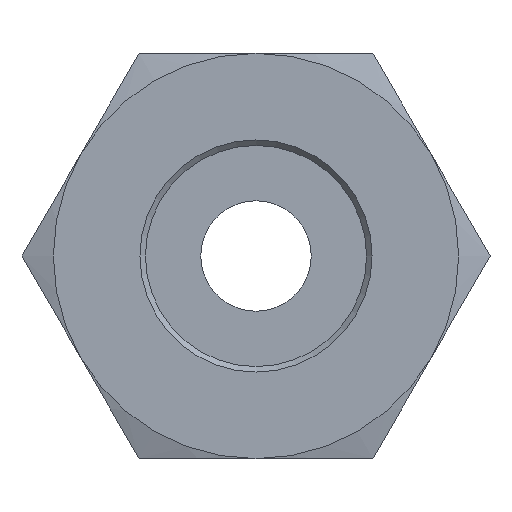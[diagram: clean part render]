
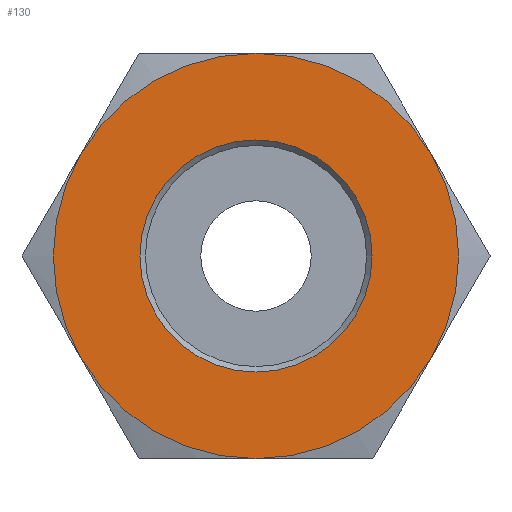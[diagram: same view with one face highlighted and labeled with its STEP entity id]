
A CAD part, left-side view. The second image highlights one B-rep face of the part: STEP entity #130.
In plain terms, the highlighted planar face has unit normal (-1, 0, 0).
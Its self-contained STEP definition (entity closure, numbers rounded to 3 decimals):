
#130 = ADVANCED_FACE( '', ( #281, #282 ), #283, .F. );
#281 = FACE_OUTER_BOUND( '', #464, .T. );
#282 = FACE_BOUND( '', #465, .T. );
#283 = PLANE( '', #466 );
#464 = EDGE_LOOP( '', ( #892, #893, #894, #895, #896, #897 ) );
#465 = EDGE_LOOP( '', ( #898 ) );
#466 = AXIS2_PLACEMENT_3D( '', #899, #900, #901 );
#892 = ORIENTED_EDGE( '', *, *, #1176, .F. );
#893 = ORIENTED_EDGE( '', *, *, #1177, .F. );
#894 = ORIENTED_EDGE( '', *, *, #1178, .F. );
#895 = ORIENTED_EDGE( '', *, *, #1108, .F. );
#896 = ORIENTED_EDGE( '', *, *, #1179, .F. );
#897 = ORIENTED_EDGE( '', *, *, #1158, .F. );
#898 = ORIENTED_EDGE( '', *, *, #1170, .T. );
#899 = CARTESIAN_POINT( '', ( 0., 0., 0. ) );
#900 = DIRECTION( '', ( 1., 0., 0. ) );
#901 = DIRECTION( '', ( 0., 0., -1. ) );
#1108 = EDGE_CURVE( '', #1294, #1295, #1296, .T. );
#1158 = EDGE_CURVE( '', #1375, #1309, #1376, .T. );
#1170 = EDGE_CURVE( '', #1395, #1395, #1396, .T. );
#1176 = EDGE_CURVE( '', #1282, #1375, #1407, .T. );
#1177 = EDGE_CURVE( '', #1291, #1282, #1408, .T. );
#1178 = EDGE_CURVE( '', #1295, #1291, #1409, .T. );
#1179 = EDGE_CURVE( '', #1309, #1294, #1410, .T. );
#1282 = VERTEX_POINT( '', #1662 );
#1291 = VERTEX_POINT( '', #1692 );
#1294 = VERTEX_POINT( '', #1705 );
#1295 = VERTEX_POINT( '', #1706 );
#1296 = CIRCLE( '', #1707, 11. );
#1309 = VERTEX_POINT( '', #1742 );
#1375 = VERTEX_POINT( '', #1939 );
#1376 = CIRCLE( '', #1940, 11. );
#1395 = VERTEX_POINT( '', #1979 );
#1396 = CIRCLE( '', #1980, 6.3 );
#1407 = CIRCLE( '', #1991, 11. );
#1408 = CIRCLE( '', #1992, 11. );
#1409 = CIRCLE( '', #1993, 11. );
#1410 = CIRCLE( '', #1994, 11. );
#1662 = CARTESIAN_POINT( '', ( 0., 9.526, -5.5 ) );
#1692 = CARTESIAN_POINT( '', ( 0., 0., -11. ) );
#1705 = CARTESIAN_POINT( '', ( 0., -9.526, 5.5 ) );
#1706 = CARTESIAN_POINT( '', ( 0., -9.526, -5.5 ) );
#1707 = AXIS2_PLACEMENT_3D( '', #2112, #2113, #2114 );
#1742 = CARTESIAN_POINT( '', ( 0., 0., 11. ) );
#1939 = CARTESIAN_POINT( '', ( 0., 9.526, 5.5 ) );
#1940 = AXIS2_PLACEMENT_3D( '', #2159, #2160, #2161 );
#1979 = CARTESIAN_POINT( '', ( 0., 0., -6.3 ) );
#1980 = AXIS2_PLACEMENT_3D( '', #2183, #2184, #2185 );
#1991 = AXIS2_PLACEMENT_3D( '', #2201, #2202, #2203 );
#1992 = AXIS2_PLACEMENT_3D( '', #2204, #2205, #2206 );
#1993 = AXIS2_PLACEMENT_3D( '', #2207, #2208, #2209 );
#1994 = AXIS2_PLACEMENT_3D( '', #2210, #2211, #2212 );
#2112 = CARTESIAN_POINT( '', ( 0., 0., 0. ) );
#2113 = DIRECTION( '', ( 1., 0., 0. ) );
#2114 = DIRECTION( '', ( 0., 0., -1. ) );
#2159 = CARTESIAN_POINT( '', ( 0., 0., 0. ) );
#2160 = DIRECTION( '', ( 1., 0., 0. ) );
#2161 = DIRECTION( '', ( 0., 0., -1. ) );
#2183 = CARTESIAN_POINT( '', ( 0., 0., 0. ) );
#2184 = DIRECTION( '', ( 1., 0., 0. ) );
#2185 = DIRECTION( '', ( 0., 0., -1. ) );
#2201 = CARTESIAN_POINT( '', ( 0., 0., 0. ) );
#2202 = DIRECTION( '', ( 1., 0., 0. ) );
#2203 = DIRECTION( '', ( 0., 0., -1. ) );
#2204 = CARTESIAN_POINT( '', ( 0., 0., 0. ) );
#2205 = DIRECTION( '', ( 1., 0., 0. ) );
#2206 = DIRECTION( '', ( 0., 0., -1. ) );
#2207 = CARTESIAN_POINT( '', ( 0., 0., 0. ) );
#2208 = DIRECTION( '', ( 1., 0., 0. ) );
#2209 = DIRECTION( '', ( 0., 0., -1. ) );
#2210 = CARTESIAN_POINT( '', ( 0., 0., 0. ) );
#2211 = DIRECTION( '', ( 1., 0., 0. ) );
#2212 = DIRECTION( '', ( 0., 0., -1. ) );
